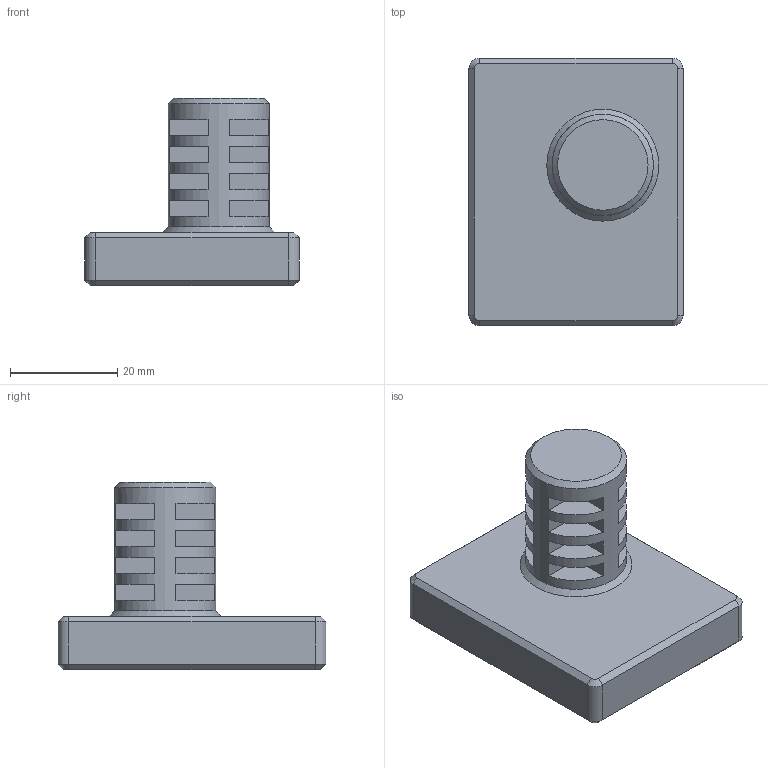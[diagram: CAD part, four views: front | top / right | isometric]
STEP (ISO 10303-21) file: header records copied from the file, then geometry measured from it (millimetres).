
FILE_DESCRIPTION(('FreeCAD Model'),'2;1');
FILE_NAME('Open CASCADE Shape Model','2024-04-02T10:30:20',(''),(''), 'Open CASCADE STEP processor 7.7','FreeCAD','Unknown');
FILE_SCHEMA(('AUTOMOTIVE_DESIGN { 1 0 10303 214 1 1 1 1 }'));
Length unit declared in the file: millimetre
Products named in the file (1): dog butt
Bounding box: 40 x 50 x 35 mm (x, y, z)
Volume: 25049.2 mm3; surface area: 8311.7 mm2
Topology: 1 solids, 1 shells, 94 faces, 207 edges, 132 vertices
Faces by surface type: plane 79, cone 10, cylinder 5
Full cylindrical faces by diameter (mm): 18.9 x1
Entity records: 2581 total; most frequent: DIRECTION 449, CARTESIAN_POINT 434, ORIENTED_EDGE 414, EDGE_CURVE 207, LINE 155, VECTOR 155, AXIS2_PLACEMENT_3D 147, VERTEX_POINT 132
